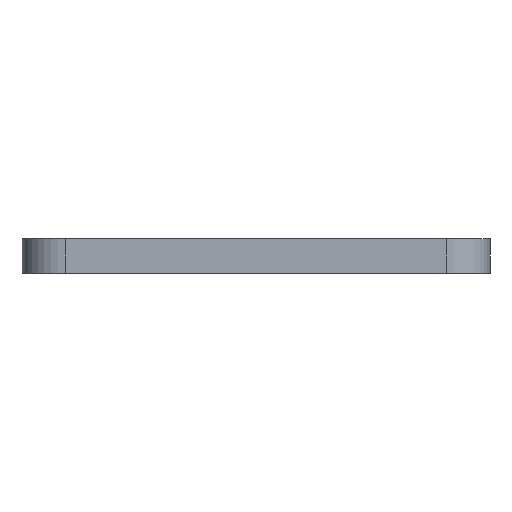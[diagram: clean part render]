
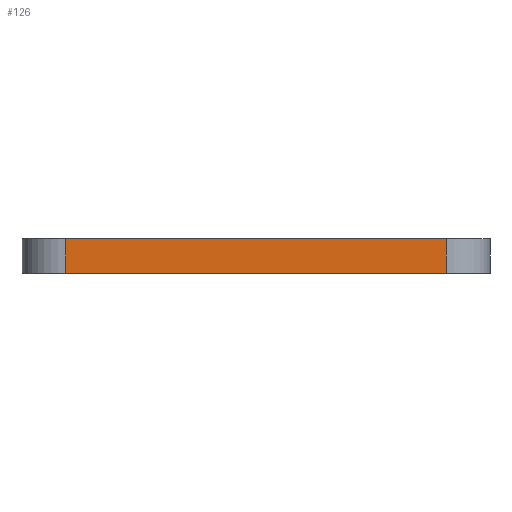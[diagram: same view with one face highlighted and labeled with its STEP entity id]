
A CAD part, front view. The second image highlights one B-rep face of the part: STEP entity #126.
In plain terms, the highlighted planar face has unit normal (0, -1, 0).
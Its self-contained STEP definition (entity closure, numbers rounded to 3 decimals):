
#43=PLANE('',#880);
#126=ADVANCED_FACE('',(#183),#43,.T.);
#183=FACE_OUTER_BOUND('',#253,.T.);
#253=EDGE_LOOP('',(#502,#503,#504,#505));
#284=LINE('',#1236,#328);
#297=LINE('',#1311,#341);
#310=LINE('',#1363,#354);
#311=LINE('',#1364,#355);
#328=VECTOR('',#951,1.);
#341=VECTOR('',#1018,1.);
#354=VECTOR('',#1087,1.);
#355=VECTOR('',#1088,1.);
#502=ORIENTED_EDGE('',*,*,#677,.F.);
#503=ORIENTED_EDGE('',*,*,#740,.T.);
#504=ORIENTED_EDGE('',*,*,#716,.T.);
#505=ORIENTED_EDGE('',*,*,#741,.T.);
#600=VERTEX_POINT('',#1235);
#601=VERTEX_POINT('',#1237);
#635=VERTEX_POINT('',#1310);
#636=VERTEX_POINT('',#1312);
#677=EDGE_CURVE('',#600,#601,#284,.T.);
#716=EDGE_CURVE('',#636,#635,#297,.T.);
#740=EDGE_CURVE('',#600,#636,#310,.T.);
#741=EDGE_CURVE('',#635,#601,#311,.T.);
#880=AXIS2_PLACEMENT_3D('',#1365,#1089,#1090);
#951=DIRECTION('',(-1.,0.,0.));
#1018=DIRECTION('',(-1.,0.,0.));
#1087=DIRECTION('',(0.,0.,1.));
#1088=DIRECTION('',(0.,0.,-1.));
#1089=DIRECTION('',(0.,-1.,0.));
#1090=DIRECTION('',(-1.,0.,0.));
#1235=CARTESIAN_POINT('',(39.,-48.,0.));
#1236=CARTESIAN_POINT('',(0.,-48.,0.));
#1237=CARTESIAN_POINT('',(-39.,-48.,0.));
#1310=CARTESIAN_POINT('',(-39.,-48.,7.));
#1311=CARTESIAN_POINT('',(0.,-48.,7.));
#1312=CARTESIAN_POINT('',(39.,-48.,7.));
#1363=CARTESIAN_POINT('',(39.,-48.,7.));
#1364=CARTESIAN_POINT('',(-39.,-48.,7.));
#1365=CARTESIAN_POINT('',(0.,-48.,7.));
